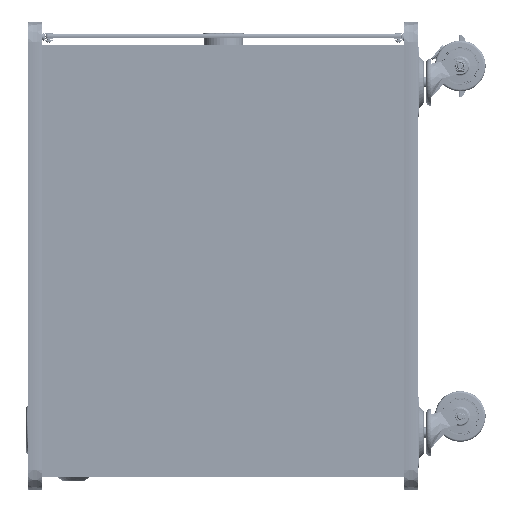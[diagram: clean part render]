
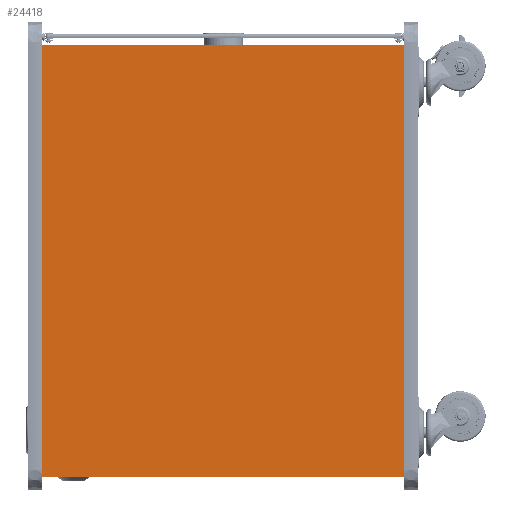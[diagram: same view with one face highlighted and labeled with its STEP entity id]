
A CAD part, left-side view. The second image highlights one B-rep face of the part: STEP entity #24418.
In plain terms, the highlighted face is planar.
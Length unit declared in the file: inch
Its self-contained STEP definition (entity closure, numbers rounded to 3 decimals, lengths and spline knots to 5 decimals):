
#22289=DIRECTION('',(0.,0.,1.));
#22290=VECTOR('',#22289,25.25);
#22291=CARTESIAN_POINT('',(0.375,-10.625,-12.625));
#22292=LINE('',#22291,#22290);
#22293=DIRECTION('',(0.,1.,0.));
#22294=VECTOR('',#22293,21.25);
#22295=CARTESIAN_POINT('',(0.375,-10.625,12.625));
#22296=LINE('',#22295,#22294);
#22297=DIRECTION('',(0.,0.,-1.));
#22298=VECTOR('',#22297,25.25);
#22299=CARTESIAN_POINT('',(0.375,10.625,12.625));
#22300=LINE('',#22299,#22298);
#22301=DIRECTION('',(0.,-1.,0.));
#22302=VECTOR('',#22301,21.25);
#22303=CARTESIAN_POINT('',(0.375,10.625,-12.625));
#22304=LINE('',#22303,#22302);
#23957=CARTESIAN_POINT('',(0.375,-10.625,-12.625));
#23958=CARTESIAN_POINT('',(0.375,-10.625,12.625));
#23959=VERTEX_POINT('',#23957);
#23960=VERTEX_POINT('',#23958);
#23961=CARTESIAN_POINT('',(0.375,10.625,12.625));
#23962=VERTEX_POINT('',#23961);
#23963=CARTESIAN_POINT('',(0.375,10.625,-12.625));
#23964=VERTEX_POINT('',#23963);
#24403=CARTESIAN_POINT('',(0.375,0.,0.));
#24404=DIRECTION('',(1.,0.,0.));
#24405=DIRECTION('',(0.,0.,-1.));
#24406=AXIS2_PLACEMENT_3D('',#24403,#24404,#24405);
#24407=PLANE('',#24406);
#24409=ORIENTED_EDGE('',*,*,#24408,.T.);
#24411=ORIENTED_EDGE('',*,*,#24410,.T.);
#24413=ORIENTED_EDGE('',*,*,#24412,.T.);
#24415=ORIENTED_EDGE('',*,*,#24414,.T.);
#24416=EDGE_LOOP('',(#24409,#24411,#24413,#24415));
#24417=FACE_OUTER_BOUND('',#24416,.F.);
#24418=ADVANCED_FACE('',(#24417),#24407,.T.);
#24408=EDGE_CURVE('',#23959,#23960,#22292,.T.);
#24410=EDGE_CURVE('',#23960,#23962,#22296,.T.);
#24412=EDGE_CURVE('',#23962,#23964,#22300,.T.);
#24414=EDGE_CURVE('',#23964,#23959,#22304,.T.);
